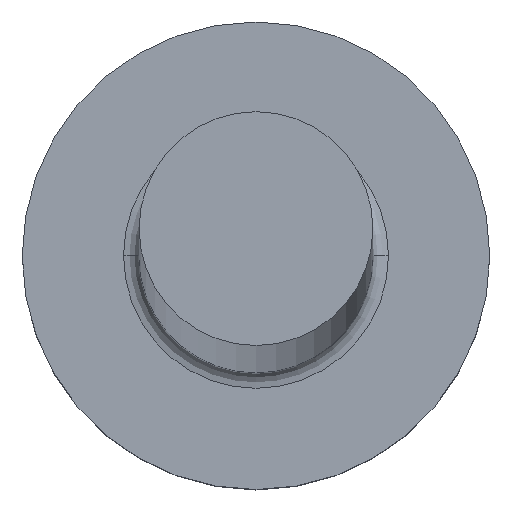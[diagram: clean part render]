
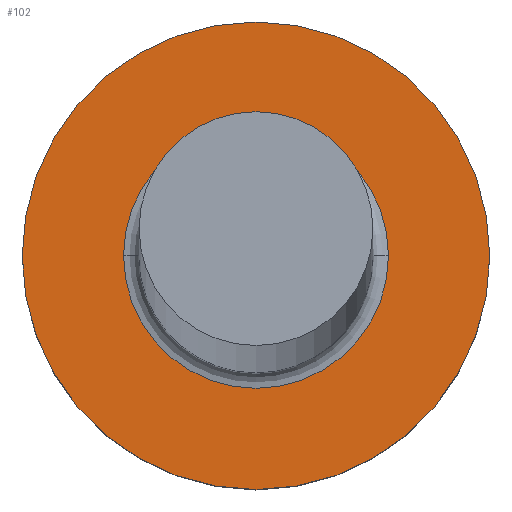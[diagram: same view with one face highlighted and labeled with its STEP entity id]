
A CAD part, top view. The second image highlights one B-rep face of the part: STEP entity #102.
In plain terms, the highlighted planar face has unit normal (0, 0, 1).
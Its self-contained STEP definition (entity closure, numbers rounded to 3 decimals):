
#5 = ORIENTED_EDGE ( 'NONE', *, *, #32, .T. ) ;
#11 = CIRCLE ( 'NONE', #220, 1.7 ) ;
#13 = DIRECTION ( 'NONE',  ( 1., 0., 0. ) ) ;
#15 = AXIS2_PLACEMENT_3D ( 'NONE', #271, #63, #160 ) ;
#19 = FACE_OUTER_BOUND ( 'NONE', #267, .T. ) ;
#27 = VERTEX_POINT ( 'NONE', #140 ) ;
#32 = EDGE_CURVE ( 'NONE', #110, #27, #11, .T. ) ;
#40 = CARTESIAN_POINT ( 'NONE',  ( -3., 0., 3. ) ) ;
#51 = VERTEX_POINT ( 'NONE', #116 ) ;
#60 = AXIS2_PLACEMENT_3D ( 'NONE', #278, #274, #213 ) ;
#63 = DIRECTION ( 'NONE',  ( 0., 0., 1. ) ) ;
#64 = DIRECTION ( 'NONE',  ( 0., 0., -1. ) ) ;
#87 = CARTESIAN_POINT ( 'NONE',  ( 0., 0., 3. ) ) ;
#91 = CIRCLE ( 'NONE', #60, 3. ) ;
#92 = DIRECTION ( 'NONE',  ( 0., 0., 1. ) ) ;
#99 = ORIENTED_EDGE ( 'NONE', *, *, #142, .T. ) ;
#102 = ADVANCED_FACE ( 'NONE', ( #232, #19 ), #183, .T. ) ;
#110 = VERTEX_POINT ( 'NONE', #305 ) ;
#116 = CARTESIAN_POINT ( 'NONE',  ( 3., 0., 3. ) ) ;
#117 = DIRECTION ( 'NONE',  ( 1., 0., 0. ) ) ;
#121 = DIRECTION ( 'NONE',  ( 0., 0., -1. ) ) ;
#134 = AXIS2_PLACEMENT_3D ( 'NONE', #138, #121, #117 ) ;
#138 = CARTESIAN_POINT ( 'NONE',  ( 0., 0., 3. ) ) ;
#140 = CARTESIAN_POINT ( 'NONE',  ( -1.7, 0., 3. ) ) ;
#142 = EDGE_CURVE ( 'NONE', #51, #148, #91, .T. ) ;
#146 = CARTESIAN_POINT ( 'NONE',  ( 0., 0., 3. ) ) ;
#148 = VERTEX_POINT ( 'NONE', #40 ) ;
#160 = DIRECTION ( 'NONE',  ( 1., 0., 0. ) ) ;
#164 = DIRECTION ( 'NONE',  ( 1., 0., 0. ) ) ;
#168 = AXIS2_PLACEMENT_3D ( 'NONE', #146, #92, #164 ) ;
#172 = EDGE_CURVE ( 'NONE', #27, #110, #202, .T. ) ;
#174 = CIRCLE ( 'NONE', #168, 3. ) ;
#183 = PLANE ( 'NONE',  #15 ) ;
#202 = CIRCLE ( 'NONE', #134, 1.7 ) ;
#213 = DIRECTION ( 'NONE',  ( 1., 0., 0. ) ) ;
#219 = EDGE_CURVE ( 'NONE', #148, #51, #174, .T. ) ;
#220 = AXIS2_PLACEMENT_3D ( 'NONE', #87, #64, #13 ) ;
#232 = FACE_BOUND ( 'NONE', #287, .T. ) ;
#241 = ORIENTED_EDGE ( 'NONE', *, *, #172, .T. ) ;
#246 = ORIENTED_EDGE ( 'NONE', *, *, #219, .T. ) ;
#267 = EDGE_LOOP ( 'NONE', ( #246, #99 ) ) ;
#271 = CARTESIAN_POINT ( 'NONE',  ( 0., 0., 3. ) ) ;
#274 = DIRECTION ( 'NONE',  ( 0., 0., 1. ) ) ;
#278 = CARTESIAN_POINT ( 'NONE',  ( 0., 0., 3. ) ) ;
#287 = EDGE_LOOP ( 'NONE', ( #5, #241 ) ) ;
#305 = CARTESIAN_POINT ( 'NONE',  ( 1.7, 0., 3. ) ) ;
